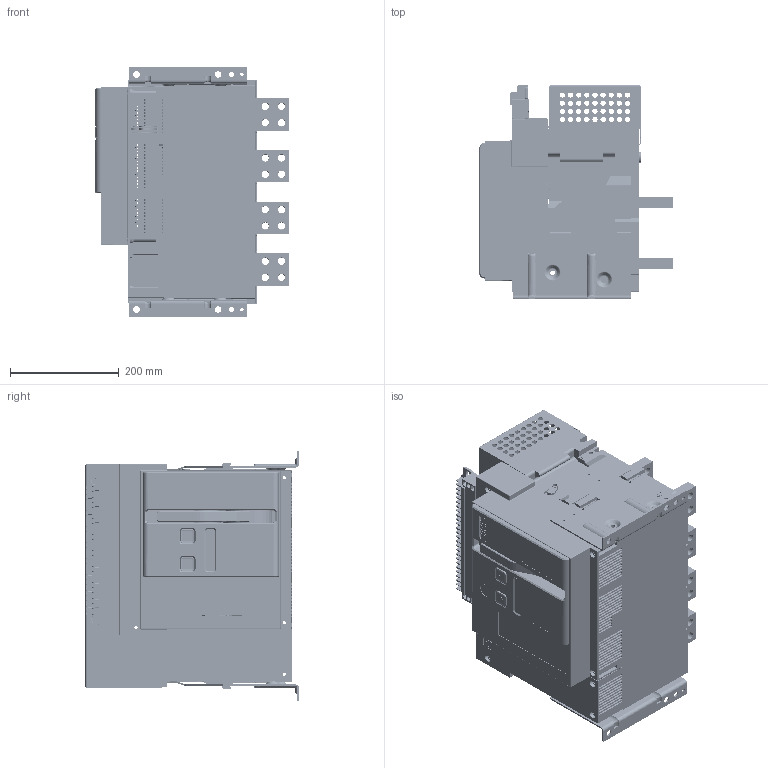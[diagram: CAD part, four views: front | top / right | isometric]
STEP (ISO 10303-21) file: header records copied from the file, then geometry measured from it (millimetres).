
FILE_DESCRIPTION((''),'2;1');
FILE_NAME('22510148P10_SW0001','2024-10-31T',('zhongyao.huang'),(''),'PRO/ENGINEER BY PARAMETRIC TECHNOLOGY CORPORATION, 2015440','PRO/ENGINEER BY PARAMETRIC TECHNOLOGY CORPORATION, 2015440','');
FILE_SCHEMA(('CONFIG_CONTROL_DESIGN'));
Products named in the file (1): 22510148P10_SW0001
Bounding box: 357.8 x 393 x 459 mm (x, y, z)
Volume: 8974799.1 mm3; surface area: 3101998.6 mm2
Topology: 10 solids, 22 shells, 7893 faces, 22117 edges, 14356 vertices
Faces by surface type: plane 5166, cylinder 2032, cone 333, torus 137, extrusion 134, bspline 78, sphere 13
Entity records: 274275 total; most frequent: CARTESIAN_POINT 66542, ORIENTED_EDGE 44234, DIRECTION 41673, EDGE_CURVE 22117, VECTOR 16851, LINE 16717, VERTEX_POINT 14356, AXIS2_PLACEMENT_3D 12411
